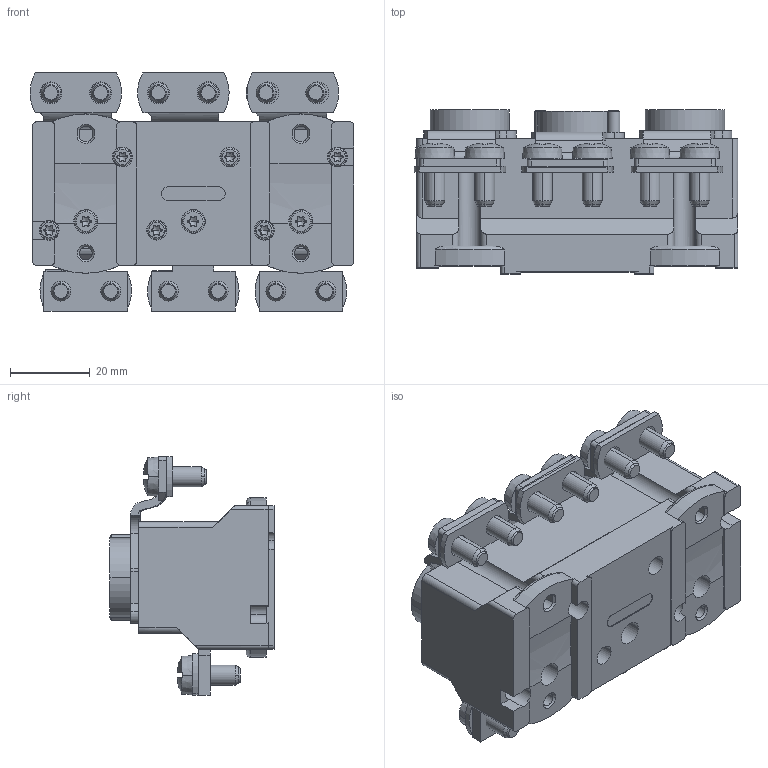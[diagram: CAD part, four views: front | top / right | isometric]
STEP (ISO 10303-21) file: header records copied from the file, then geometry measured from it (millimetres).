
FILE_DESCRIPTION((''),'2;1');
FILE_NAME('ASM00019_ASM','2021-05-11T',('marketing.praksa'),('Audax d.o.o.'),'CREO PARAMETRIC BY PTC INC, 2017480','CREO PARAMETRIC BY PTC INC, 2017480','');
FILE_SCHEMA(('AUTOMOTIVE_DESIGN { 1 0 10303 214 1 1 1 1 }'));
Products named in the file (15): E18_NOVJA_1_1_1_1_2; ASDFDSH_ASM_1_1_ASM_1_1_ASM; CLICK-ON_ASM_1_1_ASM_1_1_ASM; KOVINA_2XM5_1_1_1_1_2; COPPER_ASM_1_1_ASM_1_1_ASM; 0000060159_1_1_1_2_1_1; M5-SCREW_ASM_1_1_ASM_1_1_ASM; UN_M5_1_1_1_1_2; UN-SCR_ASM_1_1_ASM_1_1_ASM; 0000059956_1_1_1_1_1_1_2; 0000059957_1_1_1_1_1_1_2; D01N3-K-ORIGINAL_ASM_1_1_ASM__1_ASM; PRT9547; WL-BASE-2; ASM00019_ASM
Assembly tree (41 placements, depth 4):
  ASM00019_ASM
    D01N3-K-ORIGINAL_ASM_1_1_ASM__1_ASM
      ASDFDSH_ASM_1_1_ASM_1_1_ASM
        E18_NOVJA_1_1_1_1_2  x3
      CLICK-ON_ASM_1_1_ASM_1_1_ASM
      COPPER_ASM_1_1_ASM_1_1_ASM
        KOVINA_2XM5_1_1_1_1_2  x3
      M5-SCREW_ASM_1_1_ASM_1_1_ASM
        0000060159_1_1_1_2_1_1  x12
      UN-SCR_ASM_1_1_ASM_1_1_ASM
        UN_M5_1_1_1_1_2  x6
      0000059956_1_1_1_1_1_1_2  x3
      0000059957_1_1_1_1_1_1_2  x6
    PRT9547
    WL-BASE-2
Bounding box: 81.35 x 41.2 x 59.99 mm (x, y, z)
Volume: 75240 mm3; surface area: 44022.6 mm2
Topology: 37 solids, 49 shells, 1573 faces, 4511 edges, 3010 vertices
Faces by surface type: plane 803, cylinder 474, cone 208, torus 64, sphere 24
Entity records: 31237 total; most frequent: CARTESIAN_POINT 4914, DIRECTION 3688, ORIENTED_EDGE 3572, PRESENTATION_STYLE_ASSIGNMENT 1988, STYLED_ITEM 1988, EDGE_CURVE 1789, CURVE_STYLE 1416, AXIS2_PLACEMENT_3D 1330
